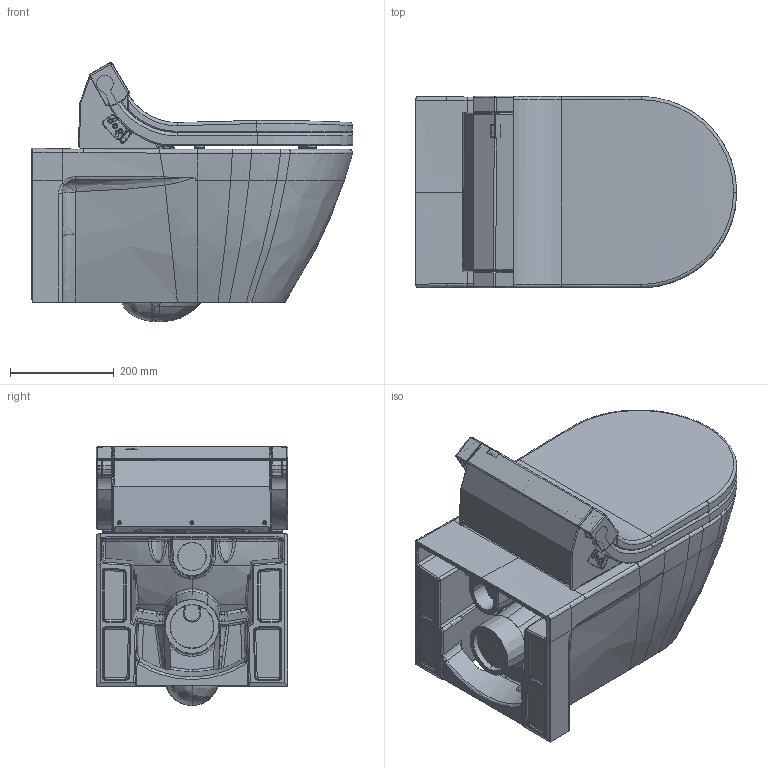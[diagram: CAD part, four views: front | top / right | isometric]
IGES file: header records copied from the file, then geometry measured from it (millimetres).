
Global section: file name: No Iges File Name specified; native system: Autodesk Inventor 2011; preprocessor: AutoDesk Inventor Iges Exporter R2011; author: Administrator; date: 20141112.183118; units: millimetre
Bounding box: 620.38 x 370.16 x 500.21 mm (x, y, z)
Volume: 28686163.2 mm3; surface area: 2430637 mm2
Topology: 15 solids, 15 shells, 2742 faces, 7009 edges, 4301 vertices
Faces by surface type: bspline 1105, plane 745, cylinder 431, revolution 369, torus 55, cone 35, sphere 2
